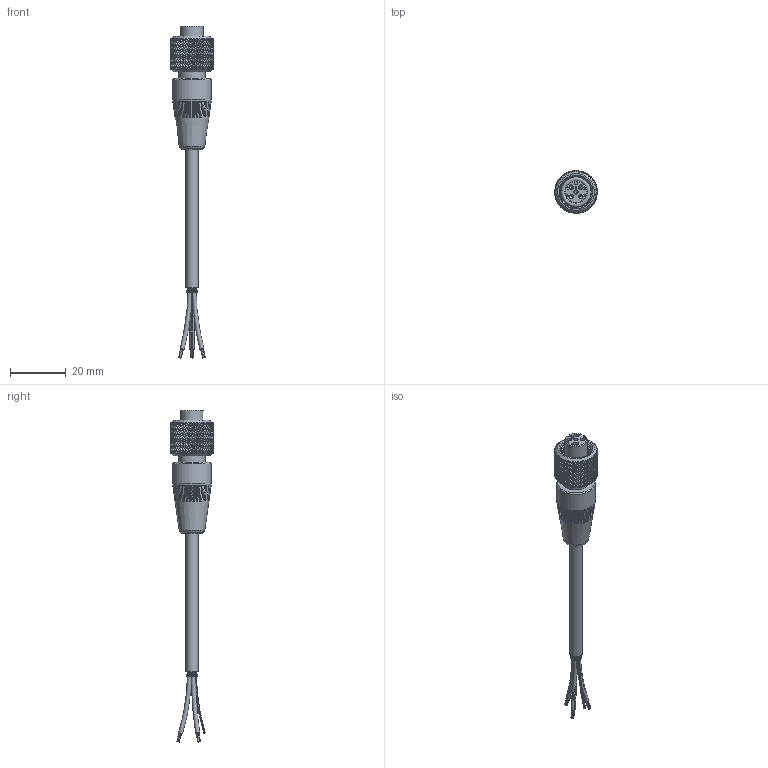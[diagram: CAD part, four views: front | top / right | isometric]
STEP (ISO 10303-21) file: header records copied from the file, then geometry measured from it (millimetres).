
FILE_DESCRIPTION(/* description */ (''),/* implementation_level */ '2;1');
FILE_NAME(/* name */ 'M3T.stp',/* time_stamp */ '2023-08-17T13:36:26-04:00',/* author */ ('cthayer'),/* organization */ (''),/* preprocessor_version */ 'ST-DEVELOPER v19',/* originating_system */ 'Autodesk Inventor 2023',/* authorisation */ '');
FILE_SCHEMA (('AUTOMOTIVE_DESIGN { 1 0 10303 214 3 1 1 }'));
Length unit declared in the file: inch
Products named in the file (8): M3T; CBP10593; CBP10591; CBP10557; MSP10137; CBP10629; CB112; CBP10098
Assembly tree (11 placements, depth 3):
  M3T
    CBP10593
    CBP10591
    CBP10557  x5
    MSP10137
    CBP10629
    CB112
      CBP10098
Bounding box: 15.24 x 15.24 x 119.09 mm (x, y, z)
Volume: 5900.8 mm3; surface area: 7699.8 mm2
Topology: 64 solids, 64 shells, 6312 faces, 17704 edges, 9958 vertices
Faces by surface type: bspline 4329, cylinder 1027, plane 797, torus 108, cone 51
Full cylindrical faces by diameter (mm): 0.127 x6, 0.128 x13, 0.203 x36, 0.74 x10, 1.25 x10, 1.803 x5, 1.854 x5, 1.981 x10, 2.591 x5, 3.353 x1, 4.47 x1, 9.423 x4, 9.677 x1, 10.795 x1, 10.922 x4, 11.974 x1, 12.119 x1, 12.265 x1, 12.41 x1, 12.555 x1, 12.7 x2, 12.845 x1, 12.99 x1, 13.135 x1, 13.281 x1, 13.426 x1, 13.571 x1, 13.97 x1
Entity records: 390723 total; most frequent: CARTESIAN_POINT 260799, ORIENTED_EDGE 35094, EDGE_CURVE 17547, DIRECTION 12740, B_SPLINE_CURVE_WITH_KNOTS 12640, VERTEX_POINT 9854, EDGE_LOOP 6386, STYLED_ITEM 6275
